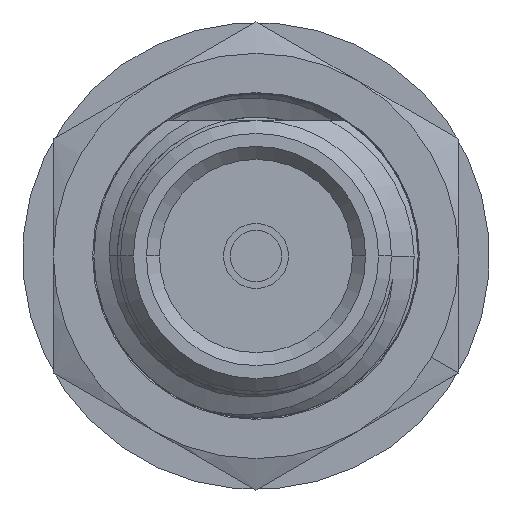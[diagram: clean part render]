
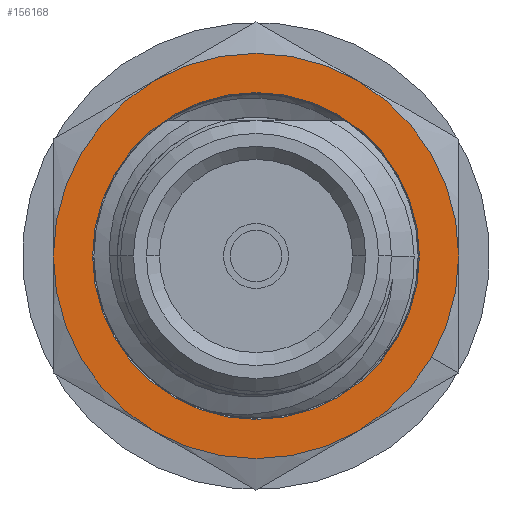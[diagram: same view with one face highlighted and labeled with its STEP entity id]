
A CAD part, front view. The second image highlights one B-rep face of the part: STEP entity #156168.
In plain terms, the highlighted face is planar.
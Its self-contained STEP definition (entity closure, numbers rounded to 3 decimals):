
#3936 = CARTESIAN_POINT ( 'NONE',  ( 0., 0., -0.762 ) ) ;
#6528 = CIRCLE ( 'NONE', #70541, 3.969 ) ;
#7718 = VERTEX_POINT ( 'NONE', #20879 ) ;
#7754 = AXIS2_PLACEMENT_3D ( 'NONE', #120709, #146627, #93206 ) ;
#9342 = CIRCLE ( 'NONE', #49892, 3.969 ) ;
#11680 = CARTESIAN_POINT ( 'NONE',  ( 3.437, 1.984, -0.762 ) ) ;
#13028 = CIRCLE ( 'NONE', #131261, 3.969 ) ;
#13919 = CARTESIAN_POINT ( 'NONE',  ( 0., -3.969, -0.762 ) ) ;
#14920 = EDGE_CURVE ( 'NONE', #60713, #83488, #24179, .T. ) ;
#17872 = VERTEX_POINT ( 'NONE', #11680 ) ;
#17997 = CARTESIAN_POINT ( 'NONE',  ( 0., 0., -0.762 ) ) ;
#20879 = CARTESIAN_POINT ( 'NONE',  ( -3.437, 1.984, -0.762 ) ) ;
#23737 = CIRCLE ( 'NONE', #42696, 3.201 ) ;
#24179 = CIRCLE ( 'NONE', #76306, 3.969 ) ;
#26940 = FACE_OUTER_BOUND ( 'NONE', #126918, .T. ) ;
#27289 = CARTESIAN_POINT ( 'NONE',  ( 3.437, -1.984, -0.762 ) ) ;
#31587 = DIRECTION ( 'NONE',  ( 0., 0., 1. ) ) ;
#34763 = DIRECTION ( 'NONE',  ( 0., 0., -1. ) ) ;
#35098 = CARTESIAN_POINT ( 'NONE',  ( 0., 0., -0.762 ) ) ;
#37542 = CIRCLE ( 'NONE', #73154, 3.969 ) ;
#38773 = DIRECTION ( 'NONE',  ( 1., 0., 0. ) ) ;
#42696 = AXIS2_PLACEMENT_3D ( 'NONE', #115946, #116517, #60917 ) ;
#49740 = DIRECTION ( 'NONE',  ( 0., 0., -1. ) ) ;
#49892 = AXIS2_PLACEMENT_3D ( 'NONE', #153887, #34763, #168002 ) ;
#50887 = ORIENTED_EDGE ( 'NONE', *, *, #141029, .T. ) ;
#54002 = DIRECTION ( 'NONE',  ( 0., 0., 1. ) ) ;
#58015 = VERTEX_POINT ( 'NONE', #85097 ) ;
#58834 = EDGE_CURVE ( 'NONE', #83488, #165193, #9342, .T. ) ;
#59114 = ORIENTED_EDGE ( 'NONE', *, *, #146154, .F. ) ;
#59580 = DIRECTION ( 'NONE',  ( 0., 0., 1. ) ) ;
#60713 = VERTEX_POINT ( 'NONE', #27289 ) ;
#60917 = DIRECTION ( 'NONE',  ( 1., 0., 0. ) ) ;
#62100 = EDGE_CURVE ( 'NONE', #90040, #58015, #170626, .T. ) ;
#62367 = EDGE_CURVE ( 'NONE', #154857, #60713, #13028, .T. ) ;
#63682 = ORIENTED_EDGE ( 'NONE', *, *, #58834, .T. ) ;
#65565 = DIRECTION ( 'NONE',  ( 0., 0., -1. ) ) ;
#66970 = FACE_BOUND ( 'NONE', #160583, .T. ) ;
#70541 = AXIS2_PLACEMENT_3D ( 'NONE', #131306, #116676, #77971 ) ;
#71579 = DIRECTION ( 'NONE',  ( 0., 0., -1. ) ) ;
#73154 = AXIS2_PLACEMENT_3D ( 'NONE', #17997, #71579, #139507 ) ;
#76306 = AXIS2_PLACEMENT_3D ( 'NONE', #78402, #65565, #172365 ) ;
#77163 = CARTESIAN_POINT ( 'NONE',  ( -3.437, -1.984, -0.762 ) ) ;
#77971 = DIRECTION ( 'NONE',  ( 1., 0., 0. ) ) ;
#78402 = CARTESIAN_POINT ( 'NONE',  ( 0., 0., -0.762 ) ) ;
#80752 = AXIS2_PLACEMENT_3D ( 'NONE', #85977, #59580, #112905 ) ;
#83488 = VERTEX_POINT ( 'NONE', #13919 ) ;
#85097 = CARTESIAN_POINT ( 'NONE',  ( 3.201, 0., -0.762 ) ) ;
#85977 = CARTESIAN_POINT ( 'NONE',  ( 0., 0., -0.762 ) ) ;
#90040 = VERTEX_POINT ( 'NONE', #141162 ) ;
#90648 = ORIENTED_EDGE ( 'NONE', *, *, #121968, .T. ) ;
#93206 = DIRECTION ( 'NONE',  ( 1., 0., 0. ) ) ;
#99678 = CARTESIAN_POINT ( 'NONE',  ( 3.969, 0., -0.762 ) ) ;
#103033 = AXIS2_PLACEMENT_3D ( 'NONE', #119682, #54002, #38773 ) ;
#107866 = VERTEX_POINT ( 'NONE', #130526 ) ;
#108088 = ORIENTED_EDGE ( 'NONE', *, *, #152130, .T. ) ;
#112905 = DIRECTION ( 'NONE',  ( 1., 0., 0. ) ) ;
#115946 = CARTESIAN_POINT ( 'NONE',  ( 0., 0., -0.762 ) ) ;
#116517 = DIRECTION ( 'NONE',  ( 0., 0., 1. ) ) ;
#116676 = DIRECTION ( 'NONE',  ( 0., 0., -1. ) ) ;
#119108 = PLANE ( 'NONE',  #103033 ) ;
#119682 = CARTESIAN_POINT ( 'NONE',  ( 0., 0., -0.762 ) ) ;
#120709 = CARTESIAN_POINT ( 'NONE',  ( 0., 0., -0.762 ) ) ;
#121968 = EDGE_CURVE ( 'NONE', #17872, #154857, #138018, .T. ) ;
#122232 = AXIS2_PLACEMENT_3D ( 'NONE', #3936, #31587, #123648 ) ;
#123648 = DIRECTION ( 'NONE',  ( 1., 0., 0. ) ) ;
#126918 = EDGE_LOOP ( 'NONE', ( #90648, #136485, #172967, #63682, #147382, #108088, #59114 ) ) ;
#130526 = CARTESIAN_POINT ( 'NONE',  ( 0., 3.969, -0.762 ) ) ;
#131261 = AXIS2_PLACEMENT_3D ( 'NONE', #35098, #49740, #144768 ) ;
#131306 = CARTESIAN_POINT ( 'NONE',  ( 0., 0., -0.762 ) ) ;
#133768 = EDGE_CURVE ( 'NONE', #165193, #7718, #37542, .T. ) ;
#136485 = ORIENTED_EDGE ( 'NONE', *, *, #62367, .T. ) ;
#138018 = CIRCLE ( 'NONE', #7754, 3.969 ) ;
#139507 = DIRECTION ( 'NONE',  ( 1., 0., 0. ) ) ;
#141029 = EDGE_CURVE ( 'NONE', #58015, #90040, #23737, .T. ) ;
#141162 = CARTESIAN_POINT ( 'NONE',  ( -3.201, 0., -0.762 ) ) ;
#144768 = DIRECTION ( 'NONE',  ( 1., 0., 0. ) ) ;
#146154 = EDGE_CURVE ( 'NONE', #17872, #107866, #164715, .T. ) ;
#146627 = DIRECTION ( 'NONE',  ( 0., 0., -1. ) ) ;
#147382 = ORIENTED_EDGE ( 'NONE', *, *, #133768, .T. ) ;
#152130 = EDGE_CURVE ( 'NONE', #7718, #107866, #6528, .T. ) ;
#153887 = CARTESIAN_POINT ( 'NONE',  ( 0., 0., -0.762 ) ) ;
#154857 = VERTEX_POINT ( 'NONE', #99678 ) ;
#156168 = ADVANCED_FACE ( 'NONE', ( #66970, #26940 ), #119108, .F. ) ;
#160583 = EDGE_LOOP ( 'NONE', ( #169249, #50887 ) ) ;
#164715 = CIRCLE ( 'NONE', #80752, 3.969 ) ;
#165193 = VERTEX_POINT ( 'NONE', #77163 ) ;
#168002 = DIRECTION ( 'NONE',  ( 1., 0., 0. ) ) ;
#169249 = ORIENTED_EDGE ( 'NONE', *, *, #62100, .T. ) ;
#170626 = CIRCLE ( 'NONE', #122232, 3.201 ) ;
#172365 = DIRECTION ( 'NONE',  ( 1., 0., 0. ) ) ;
#172967 = ORIENTED_EDGE ( 'NONE', *, *, #14920, .T. ) ;
